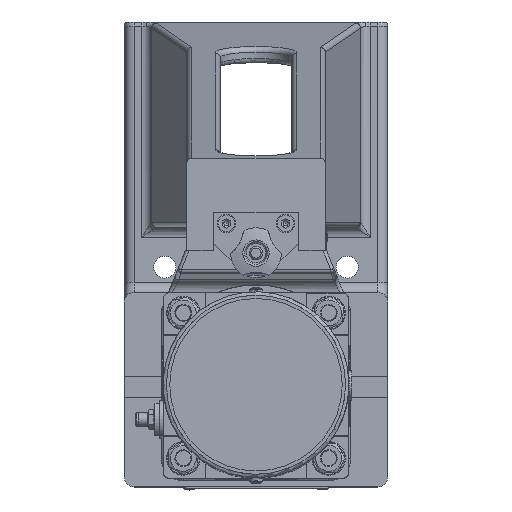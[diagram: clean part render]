
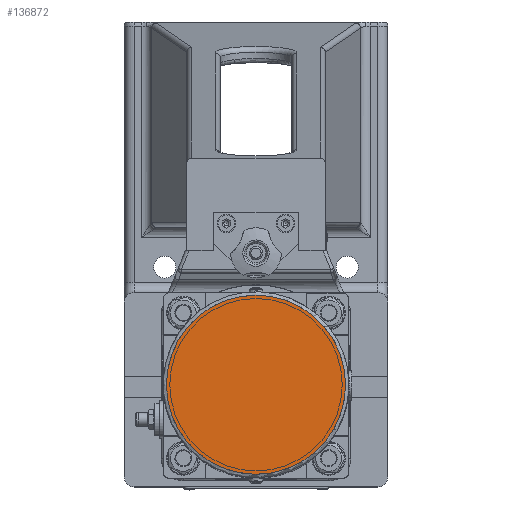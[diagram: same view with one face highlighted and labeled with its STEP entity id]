
A CAD part, top view. The second image highlights one B-rep face of the part: STEP entity #136872.
In plain terms, the highlighted planar face has unit normal (0, 0, 1).
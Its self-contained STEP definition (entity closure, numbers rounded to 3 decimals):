
#136856=CARTESIAN_POINT('',(0.,-14.,500.0));
#136857=DIRECTION('',(0.0,0.0,-1.0));
#136858=DIRECTION('',(-1.0,0.0,0.0));
#136859=AXIS2_PLACEMENT_3D('',#136856,#136857,#136858);
#136860=PLANE('',#136859);
#136861=CARTESIAN_POINT('',(53.,-14.,500.0));
#136862=VERTEX_POINT('',#136861);
#136863=CARTESIAN_POINT('',(0.,-14.,500.0));
#136864=DIRECTION('',(0.0,0.0,-1.0));
#136865=DIRECTION('',(-1.0,0.0,0.0));
#136866=AXIS2_PLACEMENT_3D('',#136863,#136864,#136865);
#136867=CIRCLE('',#136866,53.0);
#136868=EDGE_CURVE('',#136862,#136862,#136867,.T.);
#136869=ORIENTED_EDGE('',*,*,#136868,.F.);
#136870=EDGE_LOOP('',(#136869));
#136871=FACE_OUTER_BOUND('',#136870,.T.);
#136872=ADVANCED_FACE('',(#136871),#136860,.F.);
